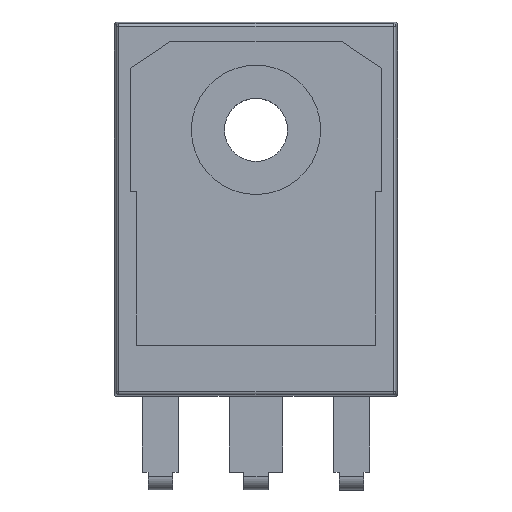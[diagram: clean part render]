
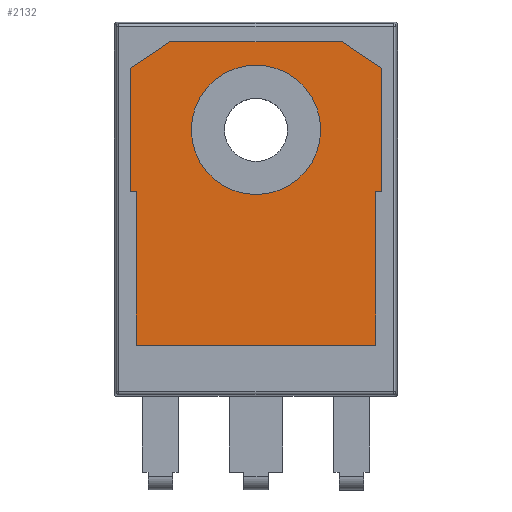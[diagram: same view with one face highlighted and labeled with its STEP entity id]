
A CAD part, top view. The second image highlights one B-rep face of the part: STEP entity #2132.
In plain terms, the highlighted planar face has unit normal (0, 0, 1).
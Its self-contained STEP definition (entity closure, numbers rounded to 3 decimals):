
#20=FACE_BOUND('',#342,.T.);
#102=PLANE('',#2342);
#220=FACE_OUTER_BOUND('',#341,.T.);
#341=EDGE_LOOP('',(#1827,#1828,#1829,#1830,#1831,#1832,#1833,#1834,#1835,
#1836));
#342=EDGE_LOOP('',(#1837));
#551=LINE('',#3602,#772);
#553=LINE('',#3606,#774);
#555=LINE('',#3610,#776);
#557=LINE('',#3614,#778);
#559=LINE('',#3618,#780);
#561=LINE('',#3622,#782);
#563=LINE('',#3626,#784);
#565=LINE('',#3630,#786);
#567=LINE('',#3634,#788);
#569=LINE('',#3637,#790);
#772=VECTOR('',#2871,10.);
#774=VECTOR('',#2875,10.);
#776=VECTOR('',#2879,10.);
#778=VECTOR('',#2883,10.);
#780=VECTOR('',#2887,10.);
#782=VECTOR('',#2891,10.);
#784=VECTOR('',#2895,10.);
#786=VECTOR('',#2899,10.);
#788=VECTOR('',#2903,10.);
#790=VECTOR('',#2907,10.);
#864=CIRCLE('',#2330,3.685);
#1037=VERTEX_POINT('',#3593);
#1039=VERTEX_POINT('',#3599);
#1040=VERTEX_POINT('',#3601);
#1041=VERTEX_POINT('',#3605);
#1042=VERTEX_POINT('',#3609);
#1043=VERTEX_POINT('',#3613);
#1044=VERTEX_POINT('',#3617);
#1045=VERTEX_POINT('',#3621);
#1046=VERTEX_POINT('',#3625);
#1047=VERTEX_POINT('',#3629);
#1048=VERTEX_POINT('',#3633);
#1312=EDGE_CURVE('',#1037,#1037,#864,.T.);
#1316=EDGE_CURVE('',#1040,#1039,#551,.T.);
#1318=EDGE_CURVE('',#1041,#1040,#553,.T.);
#1320=EDGE_CURVE('',#1042,#1041,#555,.T.);
#1322=EDGE_CURVE('',#1043,#1042,#557,.T.);
#1324=EDGE_CURVE('',#1044,#1043,#559,.T.);
#1326=EDGE_CURVE('',#1045,#1044,#561,.T.);
#1328=EDGE_CURVE('',#1046,#1045,#563,.T.);
#1330=EDGE_CURVE('',#1047,#1046,#565,.T.);
#1332=EDGE_CURVE('',#1048,#1047,#567,.T.);
#1334=EDGE_CURVE('',#1039,#1048,#569,.T.);
#1827=ORIENTED_EDGE('',*,*,#1334,.T.);
#1828=ORIENTED_EDGE('',*,*,#1332,.T.);
#1829=ORIENTED_EDGE('',*,*,#1330,.T.);
#1830=ORIENTED_EDGE('',*,*,#1328,.T.);
#1831=ORIENTED_EDGE('',*,*,#1326,.T.);
#1832=ORIENTED_EDGE('',*,*,#1324,.T.);
#1833=ORIENTED_EDGE('',*,*,#1322,.T.);
#1834=ORIENTED_EDGE('',*,*,#1320,.T.);
#1835=ORIENTED_EDGE('',*,*,#1318,.T.);
#1836=ORIENTED_EDGE('',*,*,#1316,.T.);
#1837=ORIENTED_EDGE('',*,*,#1312,.T.);
#2132=ADVANCED_FACE('',(#220,#20),#102,.T.);
#2330=AXIS2_PLACEMENT_3D('',#3594,#2863,#2864);
#2342=AXIS2_PLACEMENT_3D('',#3638,#2908,#2909);
#2863=DIRECTION('center_axis',(0.,0.,-1.));
#2864=DIRECTION('ref_axis',(1.,0.,0.));
#2871=DIRECTION('',(-0.832,0.555,0.));
#2875=DIRECTION('',(0.,1.,0.));
#2879=DIRECTION('',(1.,0.,0.));
#2883=DIRECTION('',(0.,1.,0.));
#2887=DIRECTION('',(1.,0.,0.));
#2891=DIRECTION('',(0.,-1.,0.));
#2895=DIRECTION('',(1.,0.,0.));
#2899=DIRECTION('',(0.,-1.,0.));
#2903=DIRECTION('',(-0.832,-0.555,0.));
#2907=DIRECTION('',(-1.,0.,0.));
#2908=DIRECTION('center_axis',(0.,0.,1.));
#2909=DIRECTION('ref_axis',(1.,0.,0.));
#3593=CARTESIAN_POINT('',(-3.685,20.11,5.22));
#3594=CARTESIAN_POINT('Origin',(0.,20.11,5.22));
#3599=CARTESIAN_POINT('',(4.925,25.12,5.22));
#3601=CARTESIAN_POINT('',(7.175,23.62,5.22));
#3602=CARTESIAN_POINT('',(4.925,25.12,5.22));
#3605=CARTESIAN_POINT('',(7.175,16.605,5.22));
#3606=CARTESIAN_POINT('',(7.175,16.605,5.22));
#3609=CARTESIAN_POINT('',(6.825,16.605,5.22));
#3610=CARTESIAN_POINT('',(7.175,16.605,5.22));
#3613=CARTESIAN_POINT('',(6.825,7.84,5.22));
#3614=CARTESIAN_POINT('',(6.825,16.605,5.22));
#3617=CARTESIAN_POINT('',(-6.825,7.84,5.22));
#3618=CARTESIAN_POINT('',(-6.825,7.84,5.22));
#3621=CARTESIAN_POINT('',(-6.825,16.605,5.22));
#3622=CARTESIAN_POINT('',(-6.825,16.605,5.22));
#3625=CARTESIAN_POINT('',(-7.175,16.605,5.22));
#3626=CARTESIAN_POINT('',(-7.175,16.605,5.22));
#3629=CARTESIAN_POINT('',(-7.175,23.62,5.22));
#3630=CARTESIAN_POINT('',(-7.175,16.605,5.22));
#3633=CARTESIAN_POINT('',(-4.925,25.12,5.22));
#3634=CARTESIAN_POINT('',(-4.925,25.12,5.22));
#3637=CARTESIAN_POINT('',(0.,25.12,5.22));
#3638=CARTESIAN_POINT('Origin',(0.,16.48,5.22));
